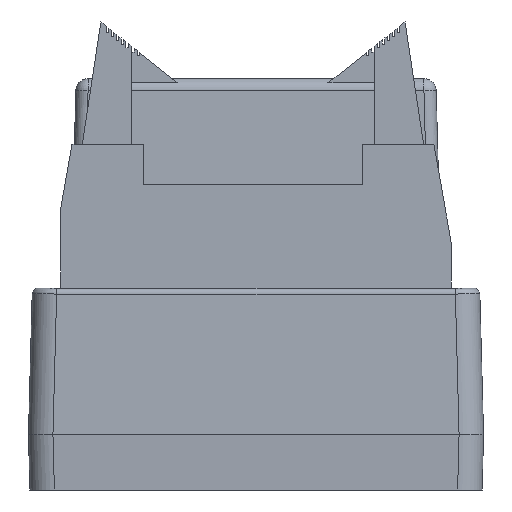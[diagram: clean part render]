
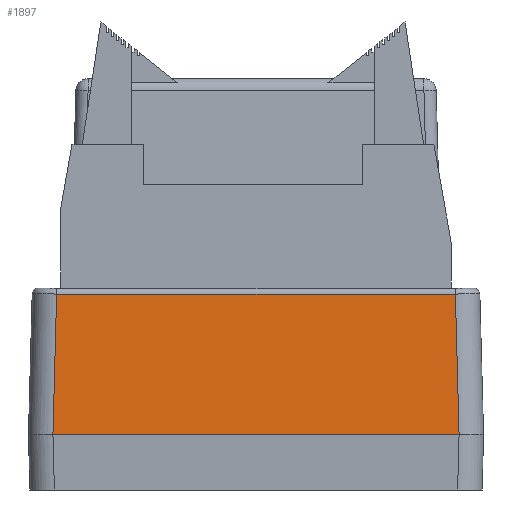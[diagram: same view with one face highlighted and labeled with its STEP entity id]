
A CAD part, front view. The second image highlights one B-rep face of the part: STEP entity #1897.
In plain terms, the highlighted planar face has unit normal (0, -1, 0.026).
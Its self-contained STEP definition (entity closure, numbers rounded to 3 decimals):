
#1356=FACE_OUTER_BOUND('',#3165,.T.);
#1897=ADVANCED_FACE('',(#1356),#2433,.T.);
#2433=PLANE('',#11871);
#3165=EDGE_LOOP('',(#4283,#4284,#4285,#4286));
#4283=ORIENTED_EDGE('',*,*,#8089,.T.);
#4284=ORIENTED_EDGE('',*,*,#8090,.T.);
#4285=ORIENTED_EDGE('',*,*,#8091,.T.);
#4286=ORIENTED_EDGE('',*,*,#8083,.T.);
#7059=VERTEX_POINT('',#16071);
#7060=VERTEX_POINT('',#16073);
#7061=VERTEX_POINT('',#16115);
#7062=VERTEX_POINT('',#16119);
#8083=EDGE_CURVE('',#7059,#7060,#9471,.T.);
#8089=EDGE_CURVE('',#7060,#7061,#9472,.T.);
#8090=EDGE_CURVE('',#7061,#7062,#9473,.T.);
#8091=EDGE_CURVE('',#7062,#7059,#9474,.T.);
#9471=LINE('',#16074,#10739);
#9472=LINE('',#16116,#10740);
#9473=LINE('',#16118,#10741);
#9474=LINE('',#16120,#10742);
#10739=VECTOR('',#12973,1.);
#10740=VECTOR('',#12982,1.);
#10741=VECTOR('',#12985,1.);
#10742=VECTOR('',#12986,1.);
#11871=AXIS2_PLACEMENT_3D('',#16121,#12987,#12988);
#12973=DIRECTION('',(-1.,0.,0.));
#12982=DIRECTION('',(-0.026,-0.026,-0.999));
#12985=DIRECTION('',(1.,0.,0.));
#12986=DIRECTION('',(-0.026,0.026,0.999));
#12987=DIRECTION('',(0.,-1.,0.026));
#12988=DIRECTION('',(0.,0.026,1.));
#16071=CARTESIAN_POINT('',(160.85,-521.326,190.013));
#16073=CARTESIAN_POINT('',(128.259,-521.326,190.013));
#16074=CARTESIAN_POINT('',(128.271,-521.326,190.013));
#16115=CARTESIAN_POINT('',(127.957,-521.628,178.5));
#16116=CARTESIAN_POINT('',(127.968,-521.616,178.934));
#16118=CARTESIAN_POINT('',(144.554,-521.628,178.5));
#16119=CARTESIAN_POINT('',(161.152,-521.628,178.5));
#16120=CARTESIAN_POINT('',(161.141,-521.616,178.934));
#16121=CARTESIAN_POINT('',(144.554,-521.628,178.5));
